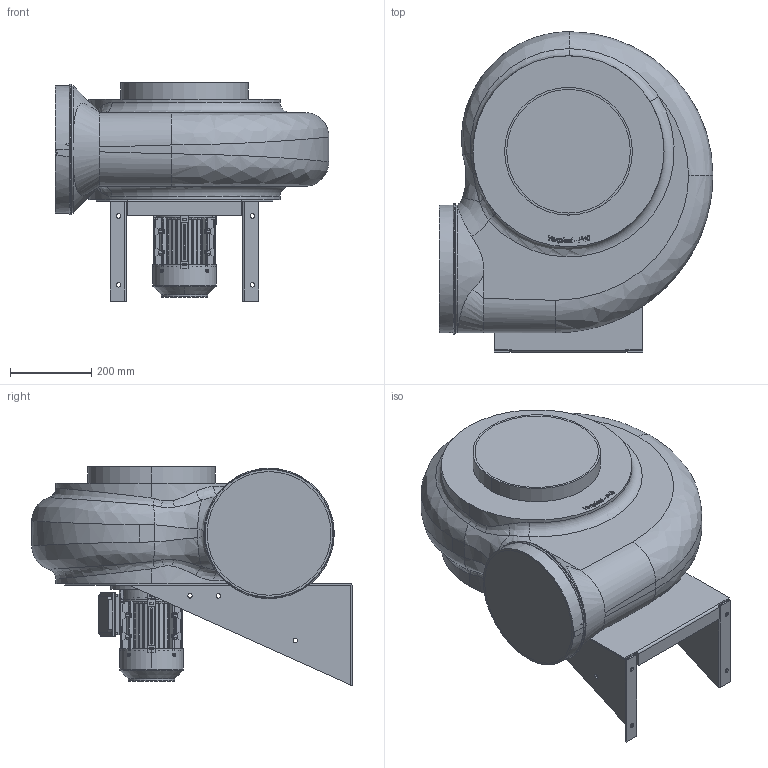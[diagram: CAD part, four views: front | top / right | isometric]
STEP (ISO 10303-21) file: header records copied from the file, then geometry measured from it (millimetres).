
FILE_DESCRIPTION (( 'STEP AP203' ), '1' );
FILE_NAME ('PR-AC 400 LG270.STEP', '2022-07-22T13:34:31', ( '' ), ( '' ), 'SwSTEP 2.0', 'SolidWorks 2022', '' );
FILE_SCHEMA (( 'CONFIG_CONTROL_DESIGN' ));
Length unit declared in the file: millimetre
Products named in the file (5): P40LG-270.STEP; Coclea P40LG.STEP; PR-AC 400 LG270; TA80 B5.STEP; Staffa P40_Lamiera.STEP
Assembly tree (4 placements, depth 3):
  PR-AC 400 LG270
    P40LG-270.STEP
      Coclea P40LG.STEP
      Staffa P40_Lamiera.STEP
      TA80 B5.STEP
Bounding box: 675 x 790 x 538 mm (x, y, z)
Volume: 91908700.7 mm3; surface area: 2586288.9 mm2
Topology: 27 solids, 27 shells, 2552 faces, 6704 edges, 4235 vertices
Faces by surface type: plane 1420, cylinder 617, bspline 243, cone 177, torus 87, sphere 8
Entity records: 100880 total; most frequent: CARTESIAN_POINT 40400, ORIENTED_EDGE 13288, DIRECTION 11213, EDGE_CURVE 6644, VERTEX_POINT 4235, LINE 3931, VECTOR 3931, AXIS2_PLACEMENT_3D 3641
